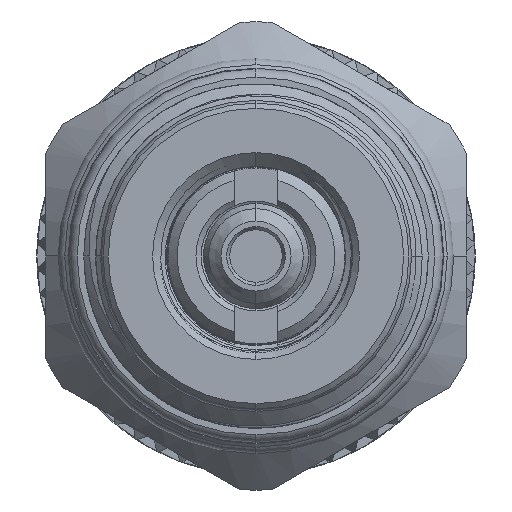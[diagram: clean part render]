
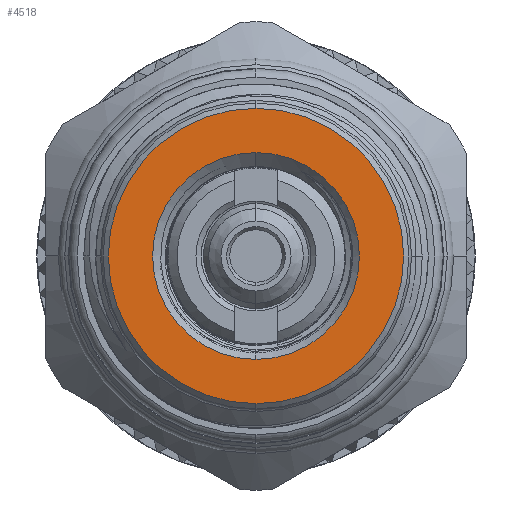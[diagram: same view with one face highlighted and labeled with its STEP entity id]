
A CAD part, left-side view. The second image highlights one B-rep face of the part: STEP entity #4518.
In plain terms, the highlighted planar face has unit normal (-1, 0, 0).
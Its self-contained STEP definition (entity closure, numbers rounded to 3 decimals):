
#84 = CIRCLE ( 'NONE', #1504, 5.9 ) ;
#192 = AXIS2_PLACEMENT_3D ( 'NONE', #34763, #30856, #42223 ) ;
#1504 = AXIS2_PLACEMENT_3D ( 'NONE', #14611, #29377, #2856 ) ;
#2856 = DIRECTION ( 'NONE',  ( 0., 0., 1. ) ) ;
#4518 = ADVANCED_FACE ( 'NONE', ( #24853, #6649 ), #18631, .F. ) ;
#6120 = ORIENTED_EDGE ( 'NONE', *, *, #39558, .F. ) ;
#6649 = FACE_BOUND ( 'NONE', #38091, .T. ) ;
#7586 = EDGE_CURVE ( 'NONE', #46966, #40908, #45852, .T. ) ;
#8050 = ORIENTED_EDGE ( 'NONE', *, *, #17348, .T. ) ;
#8067 = CARTESIAN_POINT ( 'NONE',  ( -68.25, 0., 5.9 ) ) ;
#11988 = VERTEX_POINT ( 'NONE', #19717 ) ;
#14611 = CARTESIAN_POINT ( 'NONE',  ( -68.25, 0., 0. ) ) ;
#16301 = EDGE_LOOP ( 'NONE', ( #8050, #47800 ) ) ;
#16831 = CARTESIAN_POINT ( 'NONE',  ( -68.25, 0., -5.9 ) ) ;
#17348 = EDGE_CURVE ( 'NONE', #19697, #11988, #27064, .T. ) ;
#18471 = AXIS2_PLACEMENT_3D ( 'NONE', #22735, #22898, #26945 ) ;
#18631 = PLANE ( 'NONE',  #39621 ) ;
#18777 = ORIENTED_EDGE ( 'NONE', *, *, #7586, .F. ) ;
#19138 = DIRECTION ( 'NONE',  ( -1., 0., 0. ) ) ;
#19465 = CARTESIAN_POINT ( 'NONE',  ( -68.25, 0., 0. ) ) ;
#19697 = VERTEX_POINT ( 'NONE', #21277 ) ;
#19717 = CARTESIAN_POINT ( 'NONE',  ( -68.25, 0., 8.425 ) ) ;
#20245 = AXIS2_PLACEMENT_3D ( 'NONE', #19465, #19138, #26500 ) ;
#21277 = CARTESIAN_POINT ( 'NONE',  ( -68.25, 0., -8.425 ) ) ;
#22735 = CARTESIAN_POINT ( 'NONE',  ( -68.25, 0., 0. ) ) ;
#22898 = DIRECTION ( 'NONE',  ( -1., 0., 0. ) ) ;
#24853 = FACE_OUTER_BOUND ( 'NONE', #16301, .T. ) ;
#26500 = DIRECTION ( 'NONE',  ( 0., 0., 1. ) ) ;
#26945 = DIRECTION ( 'NONE',  ( 0., 0., -1. ) ) ;
#27064 = CIRCLE ( 'NONE', #18471, 8.425 ) ;
#29377 = DIRECTION ( 'NONE',  ( -1., 0., 0. ) ) ;
#30856 = DIRECTION ( 'NONE',  ( -1., 0., 0. ) ) ;
#31504 = CIRCLE ( 'NONE', #192, 8.425 ) ;
#34763 = CARTESIAN_POINT ( 'NONE',  ( -68.25, 0., 0. ) ) ;
#38091 = EDGE_LOOP ( 'NONE', ( #18777, #6120 ) ) ;
#39558 = EDGE_CURVE ( 'NONE', #40908, #46966, #84, .T. ) ;
#39621 = AXIS2_PLACEMENT_3D ( 'NONE', #44244, #44892, #48012 ) ;
#40908 = VERTEX_POINT ( 'NONE', #16831 ) ;
#42223 = DIRECTION ( 'NONE',  ( 0., 0., -1. ) ) ;
#44244 = CARTESIAN_POINT ( 'NONE',  ( -68.25, 0., 0. ) ) ;
#44892 = DIRECTION ( 'NONE',  ( 1., 0., 0. ) ) ;
#45852 = CIRCLE ( 'NONE', #20245, 5.9 ) ;
#46966 = VERTEX_POINT ( 'NONE', #8067 ) ;
#47800 = ORIENTED_EDGE ( 'NONE', *, *, #48182, .T. ) ;
#48012 = DIRECTION ( 'NONE',  ( 0., 0., -1. ) ) ;
#48182 = EDGE_CURVE ( 'NONE', #11988, #19697, #31504, .T. ) ;
